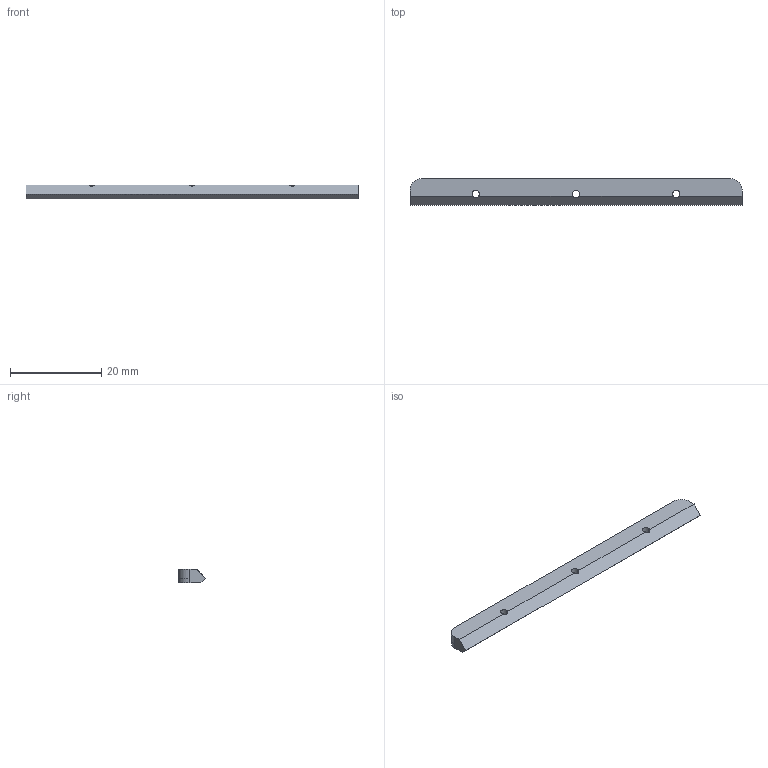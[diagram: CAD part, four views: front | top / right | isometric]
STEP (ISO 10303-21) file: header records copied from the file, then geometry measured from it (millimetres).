
FILE_DESCRIPTION (( 'STEP AP203' ), '1' );
FILE_NAME ('CardWedgePosX.STEP', '2019-09-04T21:42:11', ( '' ), ( '' ), 'SwSTEP 2.0', 'SolidWorks 2018', '' );
FILE_SCHEMA (( 'CONFIG_CONTROL_DESIGN' ));
Length unit declared in the file: millimetre
Products named in the file (1): CardWedgePosX
Bounding box: 72.8 x 5.9 x 3 mm (x, y, z)
Volume: 1080.5 mm3; surface area: 1218.5 mm2
Topology: 1 solids, 1 shells, 17 faces, 54 edges, 36 vertices
Faces by surface type: cylinder 10, plane 7
Entity records: 698 total; most frequent: CARTESIAN_POINT 117, DIRECTION 108, ORIENTED_EDGE 108, EDGE_CURVE 54, AXIS2_PLACEMENT_3D 39, VERTEX_POINT 36, VECTOR 30, LINE 30
